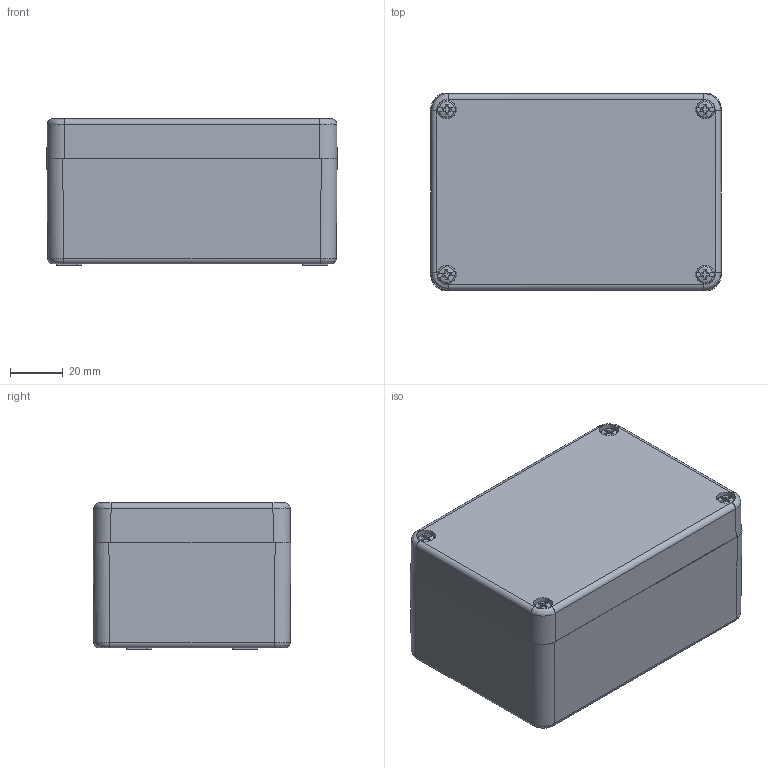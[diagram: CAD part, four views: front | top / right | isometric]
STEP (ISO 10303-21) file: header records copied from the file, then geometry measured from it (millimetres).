
FILE_DESCRIPTION (( 'STEP AP203' ), '1' );
FILE_NAME ('1590ZGRP082.step', '2020-11-14T20:10:46', ( 'ADC123' ), ( 'Microsoft' ), 'SwSTEP 2.0', 'SolidWorks 2019', '' );
FILE_SCHEMA (( 'CONFIG_CONTROL_DESIGN' ));
Length unit declared in the file: inch
Products named in the file (1): 1590ZGRP082
Bounding box: 110 x 75 x 55.5 mm (x, y, z)
Volume: 174081.1 mm3; surface area: 91985.6 mm2
Topology: 8 solids, 8 shells, 465 faces, 1194 edges, 786 vertices
Faces by surface type: plane 257, cylinder 88, cone 84, bspline 36
Full cylindrical faces by diameter (mm): 2.459 x4, 3.242 x6, 3.48 x4, 3.5 x4, 3.85 x4, 4 x8, 4.5 x4, 4.8 x4, 5 x6, 6.9 x4, 7.2 x4
Entity records: 15531 total; most frequent: CARTESIAN_POINT 4702, ORIENTED_EDGE 2184, DIRECTION 2128, EDGE_CURVE 1092, AXIS2_PLACEMENT_3D 766, VERTEX_POINT 764, EDGE_LOOP 608, VECTOR 596
